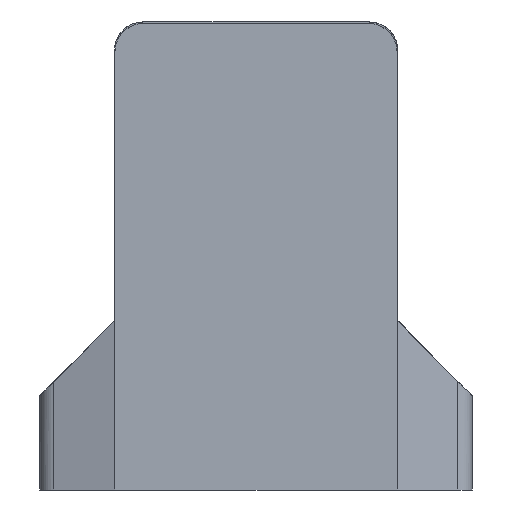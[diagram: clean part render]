
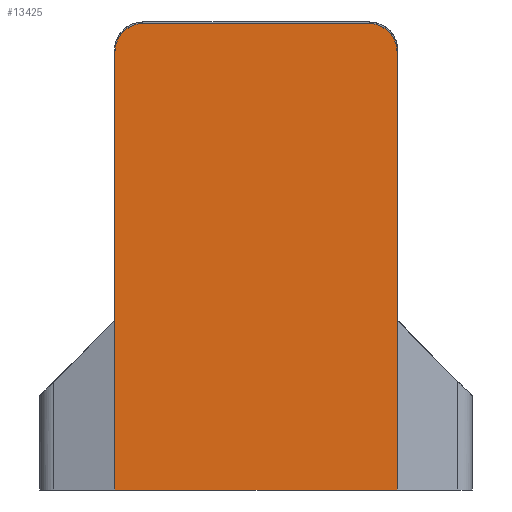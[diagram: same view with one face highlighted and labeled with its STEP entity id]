
A CAD part, front view. The second image highlights one B-rep face of the part: STEP entity #13425.
In plain terms, the highlighted planar face has unit normal (0, -1, 0).
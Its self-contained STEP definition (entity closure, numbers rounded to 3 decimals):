
#1201=CIRCLE('',#14374,15.);
#1207=CIRCLE('',#14382,15.);
#1654=FACE_OUTER_BOUND('',#2486,.T.);
#2486=EDGE_LOOP('',(#9197,#9198,#9199,#9200,#9201,#9202,#9203,#9204));
#3367=LINE('',#19968,#4473);
#3379=LINE('',#19999,#4485);
#3387=LINE('',#20021,#4493);
#3391=LINE('',#20036,#4497);
#3392=LINE('',#20037,#4498);
#3393=LINE('',#20038,#4499);
#4473=VECTOR('',#15850,10.);
#4485=VECTOR('',#15878,10.);
#4493=VECTOR('',#15898,10.);
#4497=VECTOR('',#15914,10.);
#4498=VECTOR('',#15915,10.);
#4499=VECTOR('',#15916,10.);
#5596=VERTEX_POINT('',#19965);
#5597=VERTEX_POINT('',#19967);
#5603=VERTEX_POINT('',#19985);
#5608=VERTEX_POINT('',#19997);
#5610=VERTEX_POINT('',#20005);
#5615=VERTEX_POINT('',#20018);
#5616=VERTEX_POINT('',#20020);
#5621=VERTEX_POINT('',#20032);
#6933=EDGE_CURVE('',#5597,#5596,#3367,.T.);
#6949=EDGE_CURVE('',#5603,#5608,#3379,.T.);
#6952=EDGE_CURVE('',#5597,#5610,#1201,.T.);
#6960=EDGE_CURVE('',#5615,#5616,#3387,.T.);
#6967=EDGE_CURVE('',#5621,#5608,#1207,.T.);
#6968=EDGE_CURVE('',#5610,#5621,#3391,.T.);
#6969=EDGE_CURVE('',#5596,#5616,#3392,.T.);
#6970=EDGE_CURVE('',#5615,#5603,#3393,.T.);
#9197=ORIENTED_EDGE('',*,*,#6967,.F.);
#9198=ORIENTED_EDGE('',*,*,#6968,.F.);
#9199=ORIENTED_EDGE('',*,*,#6952,.F.);
#9200=ORIENTED_EDGE('',*,*,#6933,.T.);
#9201=ORIENTED_EDGE('',*,*,#6969,.T.);
#9202=ORIENTED_EDGE('',*,*,#6960,.F.);
#9203=ORIENTED_EDGE('',*,*,#6970,.T.);
#9204=ORIENTED_EDGE('',*,*,#6949,.T.);
#13077=PLANE('',#14383);
#13425=ADVANCED_FACE('',(#1654),#13077,.T.);
#14374=AXIS2_PLACEMENT_3D('',#20006,#15885,#15886);
#14382=AXIS2_PLACEMENT_3D('',#20034,#15910,#15911);
#14383=AXIS2_PLACEMENT_3D('',#20035,#15912,#15913);
#15850=DIRECTION('',(0.,0.,-1.));
#15878=DIRECTION('',(0.,0.,1.));
#15885=DIRECTION('center_axis',(0.,1.,0.));
#15886=DIRECTION('ref_axis',(-0.707,0.,0.707));
#15898=DIRECTION('',(-1.,0.,0.));
#15910=DIRECTION('center_axis',(0.,1.,0.));
#15911=DIRECTION('ref_axis',(0.707,0.,0.707));
#15912=DIRECTION('center_axis',(0.,-1.,0.));
#15913=DIRECTION('ref_axis',(-1.,0.,0.));
#15914=DIRECTION('',(1.,0.,0.));
#15915=DIRECTION('',(0.,0.,-1.));
#15916=DIRECTION('',(0.,0.,1.));
#19965=CARTESIAN_POINT('',(-22.765,-430.,-80.1));
#19967=CARTESIAN_POINT('',(-22.765,-430.,62.937));
#19968=CARTESIAN_POINT('',(-22.765,-430.,0.));
#19985=CARTESIAN_POINT('',(127.235,-430.,-80.1));
#19997=CARTESIAN_POINT('',(127.235,-430.,62.937));
#19999=CARTESIAN_POINT('',(127.235,-430.,-67.063));
#20005=CARTESIAN_POINT('',(-7.765,-430.,77.937));
#20006=CARTESIAN_POINT('Origin',(-7.765,-430.,62.937));
#20018=CARTESIAN_POINT('',(127.235,-430.,-170.));
#20020=CARTESIAN_POINT('',(-22.765,-430.,-170.));
#20021=CARTESIAN_POINT('',(127.235,-430.,-170.));
#20032=CARTESIAN_POINT('',(112.235,-430.,77.937));
#20034=CARTESIAN_POINT('Origin',(112.235,-430.,62.937));
#20035=CARTESIAN_POINT('Origin',(127.235,-430.,0.));
#20036=CARTESIAN_POINT('',(-22.765,-430.,77.937));
#20037=CARTESIAN_POINT('',(-22.765,-430.,0.));
#20038=CARTESIAN_POINT('',(127.235,-430.,-67.063));
